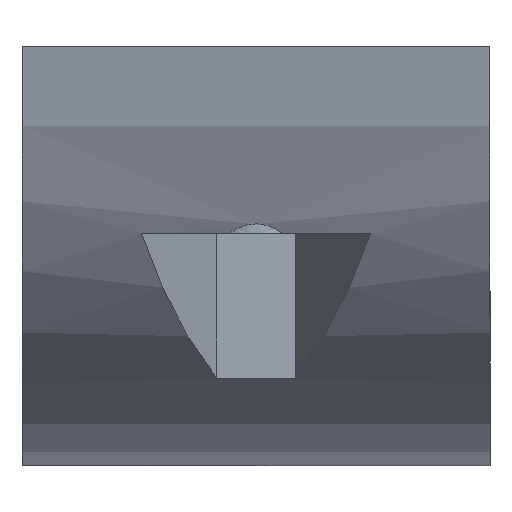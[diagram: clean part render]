
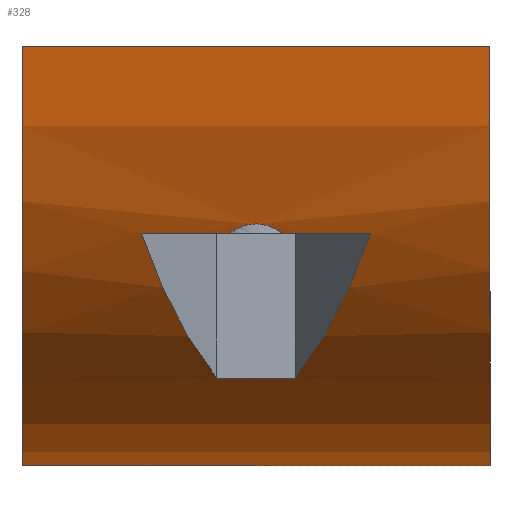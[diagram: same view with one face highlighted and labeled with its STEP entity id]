
A CAD part, front view. The second image highlights one B-rep face of the part: STEP entity #328.
In plain terms, the highlighted cylindrical face has radius 20 mm (diameter 40 mm), a partial arc.
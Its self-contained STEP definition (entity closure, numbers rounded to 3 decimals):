
#15=ELLIPSE('',#370,23.094,20.);
#16=ELLIPSE('',#371,23.094,20.);
#17=ELLIPSE('',#372,23.094,20.);
#18=ELLIPSE('',#373,23.094,20.);
#19=B_SPLINE_CURVE_WITH_KNOTS('',3,(#538,#539,#540,#541,#542,#543,#544,
#545,#546,#547,#548,#549,#550,#551,#552),.UNSPECIFIED.,.F.,.F.,(4,2,2,3,
2,2,4),(2.107,2.118,2.175,2.232,
2.29,2.347,2.357),.UNSPECIFIED.);
#20=B_SPLINE_CURVE_WITH_KNOTS('',3,(#558,#559,#560,#561,#562,#563,#564,
#565,#566,#567,#568,#569,#570,#571),.UNSPECIFIED.,.F.,.F.,(4,2,2,2,2,2,
4),(0.991,1.001,1.059,1.116,
1.174,1.231,1.241),.UNSPECIFIED.);
#23=FACE_BOUND('',#66,.T.);
#24=FACE_BOUND('',#67,.T.);
#44=FACE_OUTER_BOUND('',#65,.T.);
#65=EDGE_LOOP('',(#246,#247,#248,#249));
#66=EDGE_LOOP('',(#250,#251,#252,#253,#254,#255));
#67=EDGE_LOOP('',(#256,#257,#258,#259,#260,#261));
#89=LINE('',#504,#116);
#90=LINE('',#508,#117);
#94=LINE('',#519,#121);
#95=LINE('',#523,#122);
#98=LINE('',#532,#125);
#99=LINE('',#536,#126);
#100=LINE('',#556,#127);
#101=LINE('',#575,#128);
#116=VECTOR('',#405,10.);
#117=VECTOR('',#408,10.);
#121=VECTOR('',#416,10.);
#122=VECTOR('',#419,10.);
#125=VECTOR('',#426,10.);
#126=VECTOR('',#429,10.);
#127=VECTOR('',#434,10.);
#128=VECTOR('',#439,10.);
#147=CIRCLE('',#368,20.);
#148=CIRCLE('',#369,20.);
#155=VERTEX_POINT('',#500);
#157=VERTEX_POINT('',#503);
#158=VERTEX_POINT('',#505);
#159=VERTEX_POINT('',#507);
#162=VERTEX_POINT('',#515);
#164=VERTEX_POINT('',#518);
#165=VERTEX_POINT('',#520);
#166=VERTEX_POINT('',#522);
#169=VERTEX_POINT('',#530);
#170=VERTEX_POINT('',#531);
#171=VERTEX_POINT('',#533);
#172=VERTEX_POINT('',#535);
#173=VERTEX_POINT('',#553);
#174=VERTEX_POINT('',#555);
#175=VERTEX_POINT('',#572);
#176=VERTEX_POINT('',#574);
#187=EDGE_CURVE('',#155,#157,#89,.T.);
#189=EDGE_CURVE('',#158,#159,#90,.T.);
#194=EDGE_CURVE('',#162,#164,#94,.T.);
#196=EDGE_CURVE('',#165,#166,#95,.T.);
#200=EDGE_CURVE('',#169,#170,#98,.T.);
#201=EDGE_CURVE('',#171,#170,#147,.F.);
#202=EDGE_CURVE('',#172,#171,#99,.F.);
#203=EDGE_CURVE('',#169,#172,#148,.T.);
#204=EDGE_CURVE('',#157,#158,#19,.T.);
#205=EDGE_CURVE('',#173,#155,#15,.T.);
#206=EDGE_CURVE('',#174,#173,#100,.T.);
#207=EDGE_CURVE('',#159,#174,#16,.T.);
#208=EDGE_CURVE('',#164,#165,#20,.T.);
#209=EDGE_CURVE('',#175,#162,#17,.T.);
#210=EDGE_CURVE('',#176,#175,#101,.T.);
#211=EDGE_CURVE('',#166,#176,#18,.T.);
#246=ORIENTED_EDGE('',*,*,#200,.T.);
#247=ORIENTED_EDGE('',*,*,#201,.F.);
#248=ORIENTED_EDGE('',*,*,#202,.F.);
#249=ORIENTED_EDGE('',*,*,#203,.F.);
#250=ORIENTED_EDGE('',*,*,#204,.F.);
#251=ORIENTED_EDGE('',*,*,#187,.F.);
#252=ORIENTED_EDGE('',*,*,#205,.F.);
#253=ORIENTED_EDGE('',*,*,#206,.F.);
#254=ORIENTED_EDGE('',*,*,#207,.F.);
#255=ORIENTED_EDGE('',*,*,#189,.F.);
#256=ORIENTED_EDGE('',*,*,#208,.F.);
#257=ORIENTED_EDGE('',*,*,#194,.F.);
#258=ORIENTED_EDGE('',*,*,#209,.F.);
#259=ORIENTED_EDGE('',*,*,#210,.F.);
#260=ORIENTED_EDGE('',*,*,#211,.F.);
#261=ORIENTED_EDGE('',*,*,#196,.F.);
#319=CYLINDRICAL_SURFACE('',#367,20.);
#328=ADVANCED_FACE('',(#44,#23,#24),#319,.T.);
#367=AXIS2_PLACEMENT_3D('',#529,#424,#425);
#368=AXIS2_PLACEMENT_3D('',#534,#427,#428);
#369=AXIS2_PLACEMENT_3D('',#537,#430,#431);
#370=AXIS2_PLACEMENT_3D('',#554,#432,#433);
#371=AXIS2_PLACEMENT_3D('',#557,#435,#436);
#372=AXIS2_PLACEMENT_3D('',#573,#437,#438);
#373=AXIS2_PLACEMENT_3D('',#576,#440,#441);
#405=DIRECTION('',(-1.,0.,0.));
#408=DIRECTION('',(-1.,0.,0.));
#416=DIRECTION('',(1.,0.,0.));
#419=DIRECTION('',(1.,0.,0.));
#424=DIRECTION('center_axis',(1.,0.,0.));
#425=DIRECTION('ref_axis',(0.,0.,-1.));
#426=DIRECTION('',(1.,0.,0.));
#427=DIRECTION('center_axis',(-1.,0.,0.));
#428=DIRECTION('ref_axis',(0.,0.,-1.));
#429=DIRECTION('',(-1.,0.,0.));
#430=DIRECTION('center_axis',(-1.,0.,0.));
#431=DIRECTION('ref_axis',(0.,0.,-1.));
#432=DIRECTION('center_axis',(-0.866,-0.5,0.));
#433=DIRECTION('ref_axis',(-0.5,0.866,0.));
#434=DIRECTION('',(1.,0.,0.));
#435=DIRECTION('center_axis',(0.866,-0.5,0.));
#436=DIRECTION('ref_axis',(0.5,0.866,0.));
#437=DIRECTION('center_axis',(0.866,0.5,0.));
#438=DIRECTION('ref_axis',(-0.5,0.866,0.));
#439=DIRECTION('',(-1.,0.,0.));
#440=DIRECTION('center_axis',(-0.866,0.5,0.));
#441=DIRECTION('ref_axis',(0.5,0.866,0.));
#500=CARTESIAN_POINT('',(11.89,-30.321,-10.));
#503=CARTESIAN_POINT('',(8.131,-30.321,-10.));
#504=CARTESIAN_POINT('',(2.,-30.321,-10.));
#505=CARTESIAN_POINT('',(5.869,-30.321,-10.));
#507=CARTESIAN_POINT('',(2.11,-30.321,-10.));
#508=CARTESIAN_POINT('',(2.,-30.321,-10.));
#515=CARTESIAN_POINT('',(2.11,4.321,-10.));
#518=CARTESIAN_POINT('',(5.869,4.321,-10.));
#519=CARTESIAN_POINT('',(2.,4.321,-10.));
#520=CARTESIAN_POINT('',(8.131,4.321,-10.));
#522=CARTESIAN_POINT('',(11.89,4.321,-10.));
#523=CARTESIAN_POINT('',(2.,4.321,-10.));
#529=CARTESIAN_POINT('Origin',(2.,-13.,0.));
#530=CARTESIAN_POINT('',(-3.,6.9,-2.));
#531=CARTESIAN_POINT('',(17.,6.9,-2.));
#532=CARTESIAN_POINT('',(2.,6.9,-2.));
#533=CARTESIAN_POINT('',(17.,-32.9,-2.));
#534=CARTESIAN_POINT('Origin',(17.,-13.,0.));
#535=CARTESIAN_POINT('',(-3.,-32.9,-2.));
#536=CARTESIAN_POINT('',(2.,-32.9,-2.));
#537=CARTESIAN_POINT('Origin',(-3.,-13.,0.));
#538=CARTESIAN_POINT('Ctrl Pts',(8.131,-30.321,-10.));
#539=CARTESIAN_POINT('Ctrl Pts',(8.104,-30.332,-9.98));
#540=CARTESIAN_POINT('Ctrl Pts',(8.076,-30.343,-9.961));
#541=CARTESIAN_POINT('Ctrl Pts',(7.893,-30.414,-9.837));
#542=CARTESIAN_POINT('Ctrl Pts',(7.727,-30.463,-9.749));
#543=CARTESIAN_POINT('Ctrl Pts',(7.376,-30.531,-9.626));
#544=CARTESIAN_POINT('Ctrl Pts',(7.191,-30.55,-9.592));
#545=CARTESIAN_POINT('Ctrl Pts',(7.,-30.55,-9.592));
#546=CARTESIAN_POINT('Ctrl Pts',(6.809,-30.55,-9.592));
#547=CARTESIAN_POINT('Ctrl Pts',(6.624,-30.531,-9.626));
#548=CARTESIAN_POINT('Ctrl Pts',(6.273,-30.463,-9.749));
#549=CARTESIAN_POINT('Ctrl Pts',(6.107,-30.414,-9.837));
#550=CARTESIAN_POINT('Ctrl Pts',(5.924,-30.343,-9.961));
#551=CARTESIAN_POINT('Ctrl Pts',(5.896,-30.332,-9.98));
#552=CARTESIAN_POINT('Ctrl Pts',(5.869,-30.321,-10.));
#553=CARTESIAN_POINT('',(8.674,-24.75,-16.184));
#554=CARTESIAN_POINT('Origin',(1.89,-13.,0.));
#555=CARTESIAN_POINT('',(5.326,-24.75,-16.184));
#556=CARTESIAN_POINT('',(2.,-24.75,-16.184));
#557=CARTESIAN_POINT('Origin',(12.11,-13.,0.));
#558=CARTESIAN_POINT('Ctrl Pts',(5.869,4.321,-10.));
#559=CARTESIAN_POINT('Ctrl Pts',(5.896,4.332,-9.98));
#560=CARTESIAN_POINT('Ctrl Pts',(5.924,4.343,-9.961));
#561=CARTESIAN_POINT('Ctrl Pts',(6.107,4.414,-9.837));
#562=CARTESIAN_POINT('Ctrl Pts',(6.273,4.463,-9.749));
#563=CARTESIAN_POINT('Ctrl Pts',(6.624,4.531,-9.626));
#564=CARTESIAN_POINT('Ctrl Pts',(6.809,4.55,-9.592));
#565=CARTESIAN_POINT('Ctrl Pts',(7.191,4.55,-9.592));
#566=CARTESIAN_POINT('Ctrl Pts',(7.376,4.531,-9.626));
#567=CARTESIAN_POINT('Ctrl Pts',(7.727,4.463,-9.749));
#568=CARTESIAN_POINT('Ctrl Pts',(7.893,4.414,-9.837));
#569=CARTESIAN_POINT('Ctrl Pts',(8.076,4.343,-9.961));
#570=CARTESIAN_POINT('Ctrl Pts',(8.104,4.332,-9.98));
#571=CARTESIAN_POINT('Ctrl Pts',(8.131,4.321,-10.));
#572=CARTESIAN_POINT('',(5.326,-1.25,-16.184));
#573=CARTESIAN_POINT('Origin',(12.11,-13.,0.));
#574=CARTESIAN_POINT('',(8.674,-1.25,-16.184));
#575=CARTESIAN_POINT('',(2.,-1.25,-16.184));
#576=CARTESIAN_POINT('Origin',(1.89,-13.,0.));
